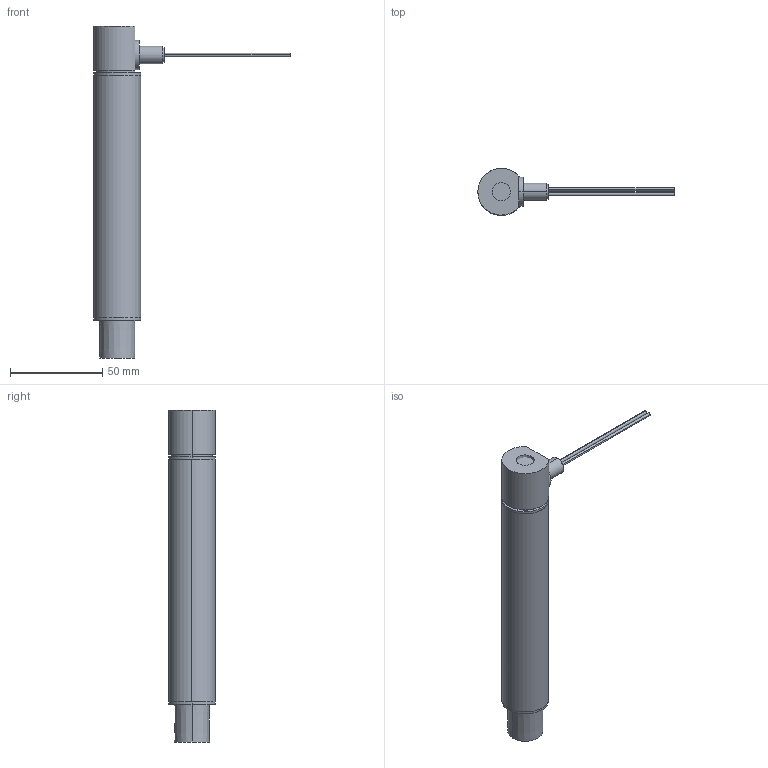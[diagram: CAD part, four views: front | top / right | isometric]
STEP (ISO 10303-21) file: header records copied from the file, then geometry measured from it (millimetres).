
FILE_DESCRIPTION (( 'STEP AP203' ), '1' );
FILE_NAME ('CT050- 1-8F -1-4F-X AUG2017 203.STEP', '2017-08-31T17:44:20', ( '' ), ( '' ), 'SwSTEP 2.0', 'SolidWorks 2017', '' );
FILE_SCHEMA (( 'CONFIG_CONTROL_DESIGN' ));
Length unit declared in the file: inch
Products named in the file (10): Imported_6; Imported_7; Imported_8; CT050- 1-8F -1-4F-X AUG2017 203; Imported; Imported_2; Imported_3; Imported_4; Imported_5; PLAS100
Assembly tree (15 placements, depth 2):
  CT050- 1-8F -1-4F-X AUG2017 203
    Imported
    Imported_2
    Imported_3
    Imported_4
    PLAS100
    Imported_5  x2
    Imported_6  x4
    Imported_7  x2
    Imported_8  x2
Bounding box: 106.5 x 25.4 x 180.21 mm (x, y, z)
Volume: 29524.1 mm3; surface area: 33023.4 mm2
Topology: 15 solids, 15 shells, 158 faces, 325 edges, 208 vertices
Faces by surface type: cylinder 74, plane 48, cone 32, bspline 4
Entity records: 5727 total; most frequent: CARTESIAN_POINT 1614, DIRECTION 674, ORIENTED_EDGE 542, AXIS2_PLACEMENT_3D 289, EDGE_CURVE 271, VERTEX_POINT 172, EDGE_LOOP 151, CIRCLE 146
